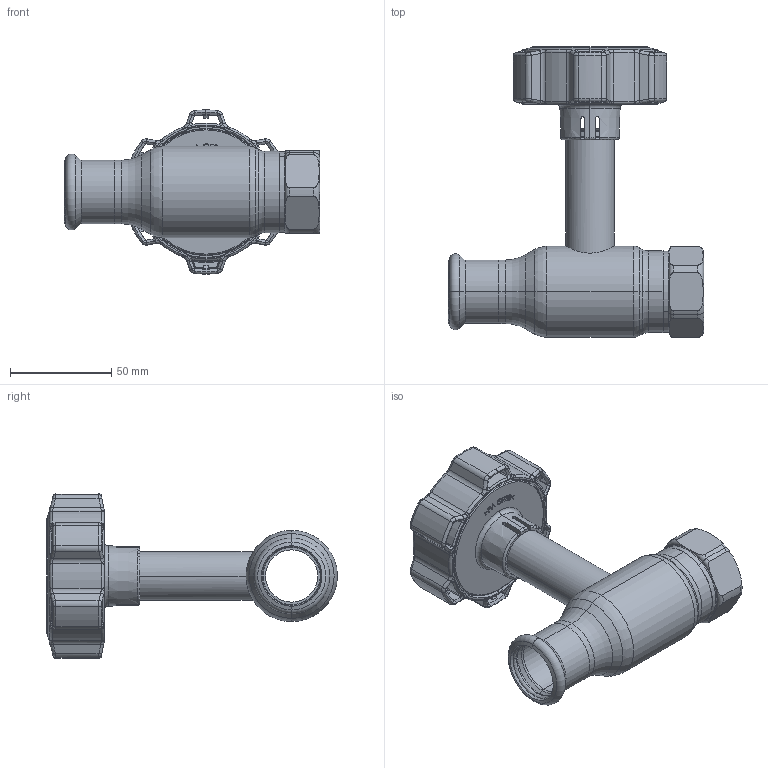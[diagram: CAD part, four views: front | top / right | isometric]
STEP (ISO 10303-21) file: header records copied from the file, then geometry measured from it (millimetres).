
FILE_DESCRIPTION (( 'STEP AP214' ), '1' );
FILE_NAME ('1025001001-1200.step', '2024-01-16T10:03:00', ( '' ), ( '' ), 'SwSTEP 2.0', 'SolidWorks 2021', '' );
FILE_SCHEMA (( 'AUTOMOTIVE_DESIGN' ));
Length unit declared in the file: millimetre
Products named in the file (1): 1025001001-1200
Bounding box: 125.8 x 143.3 x 81 mm (x, y, z)
Surface area: 53762.3 mm2 (no closed solid volume)
Topology: 0 solids, 15 shells, 614 faces, 1890 edges, 1252 vertices
Faces by surface type: bspline 197, cylinder 149, plane 121, cone 77, torus 68, sphere 2
Entity records: 39558 total; most frequent: CARTESIAN_POINT 18225, ORIENTED_EDGE 3237, DIRECTION 2434, EDGE_CURVE 1890, VERTEX_POINT 1252, AXIS2_PLACEMENT_3D 965, B_SPLINE_CURVE_WITH_KNOTS 790, EDGE_LOOP 647
